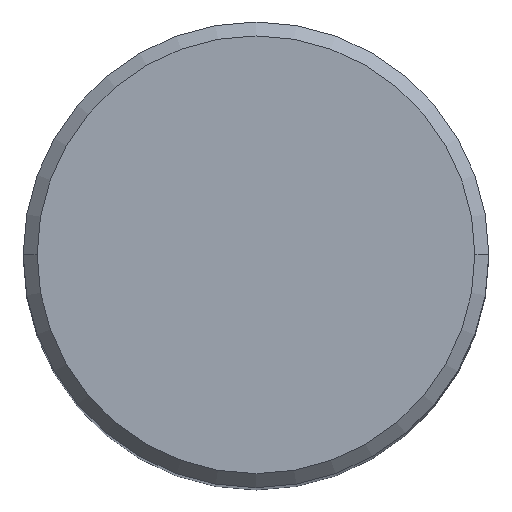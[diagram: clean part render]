
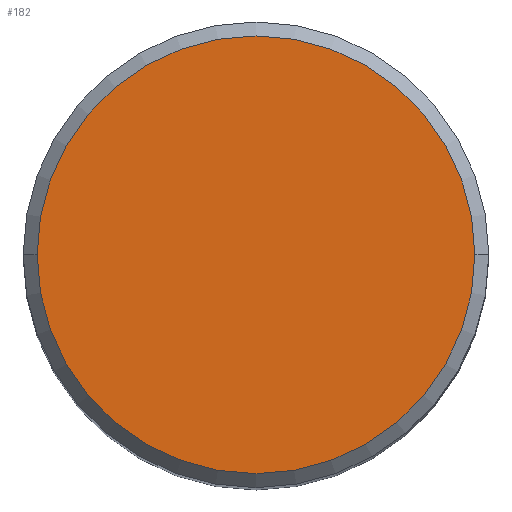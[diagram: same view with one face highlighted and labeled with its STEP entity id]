
A CAD part, top view. The second image highlights one B-rep face of the part: STEP entity #182.
In plain terms, the highlighted planar face has unit normal (0, 0, 1).
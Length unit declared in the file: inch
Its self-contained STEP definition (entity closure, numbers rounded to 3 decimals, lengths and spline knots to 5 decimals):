
#63 = VERTEX_POINT ( 'NONE', #801 ) ;
#158 = EDGE_LOOP ( 'NONE', ( #1124, #1399 ) ) ;
#182 = ADVANCED_FACE ( 'NONE', ( #579 ), #811, .T. ) ;
#347 = DIRECTION ( 'NONE',  ( 0., 0., 1. ) ) ;
#490 = CIRCLE ( 'NONE', #1140, 0.235 ) ;
#562 = DIRECTION ( 'NONE',  ( 0., 0., 1. ) ) ;
#566 = VERTEX_POINT ( 'NONE', #645 ) ;
#570 = DIRECTION ( 'NONE',  ( 0., 0., 1. ) ) ;
#579 = FACE_OUTER_BOUND ( 'NONE', #158, .T. ) ;
#645 = CARTESIAN_POINT ( 'NONE',  ( -0.235, 0., 4. ) ) ;
#726 = CARTESIAN_POINT ( 'NONE',  ( 0., 0., 4. ) ) ;
#782 = AXIS2_PLACEMENT_3D ( 'NONE', #1160, #562, #1035 ) ;
#801 = CARTESIAN_POINT ( 'NONE',  ( 0.235, 0., 4. ) ) ;
#811 = PLANE ( 'NONE',  #782 ) ;
#849 = EDGE_CURVE ( 'NONE', #63, #566, #490, .T. ) ;
#861 = AXIS2_PLACEMENT_3D ( 'NONE', #1167, #570, #1398 ) ;
#997 = EDGE_CURVE ( 'NONE', #566, #63, #1115, .T. ) ;
#1035 = DIRECTION ( 'NONE',  ( 1., 0., 0. ) ) ;
#1115 = CIRCLE ( 'NONE', #861, 0.235 ) ;
#1124 = ORIENTED_EDGE ( 'NONE', *, *, #997, .T. ) ;
#1140 = AXIS2_PLACEMENT_3D ( 'NONE', #726, #347, #1206 ) ;
#1160 = CARTESIAN_POINT ( 'NONE',  ( 0., 0., 4. ) ) ;
#1167 = CARTESIAN_POINT ( 'NONE',  ( 0., 0., 4. ) ) ;
#1206 = DIRECTION ( 'NONE',  ( 1., 0., 0. ) ) ;
#1398 = DIRECTION ( 'NONE',  ( 1., 0., 0. ) ) ;
#1399 = ORIENTED_EDGE ( 'NONE', *, *, #849, .T. ) ;
